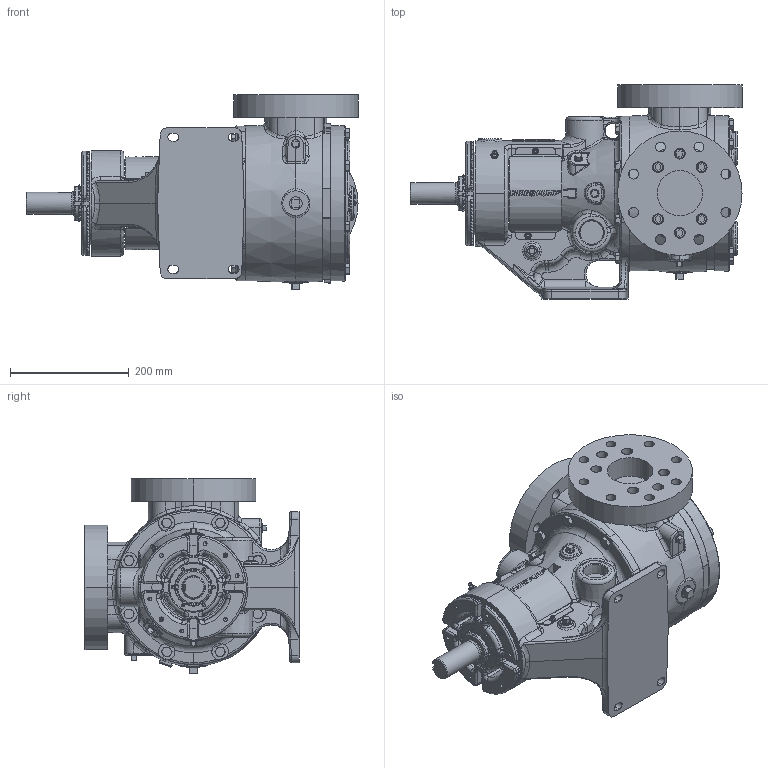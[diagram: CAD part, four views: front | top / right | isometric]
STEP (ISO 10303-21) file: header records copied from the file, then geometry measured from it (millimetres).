
FILE_DESCRIPTION (( 'STEP AP214' ), '1' );
FILE_NAME ('LV-4531.STEP', '2024-04-03T14:41:58', ( '' ), ( '' ), 'SwSTEP 2.0', 'SolidWorks 2022', '' );
FILE_SCHEMA (( 'AUTOMOTIVE_DESIGN' ));
Length unit declared in the file: inch
Products named in the file (1): LV-4531
Bounding box: 558.95 x 360.36 x 327.11 mm (x, y, z)
Volume: 18794378.1 mm3; surface area: 959525.2 mm2
Topology: 1 solids, 13 shells, 4467 faces, 11416 edges, 7159 vertices
Faces by surface type: plane 1500, bspline 1290, cylinder 899, cone 622, torus 102, sphere 54
Entity records: 253414 total; most frequent: CARTESIAN_POINT 98579, ORIENTED_EDGE 22674, DIRECTION 16246, EDGE_CURVE 11337, VERTEX_POINT 7156, AXIS2_PLACEMENT_3D 6189, EDGE_LOOP 4805, LENGTH_MEASURE_WITH_UNIT 4470
